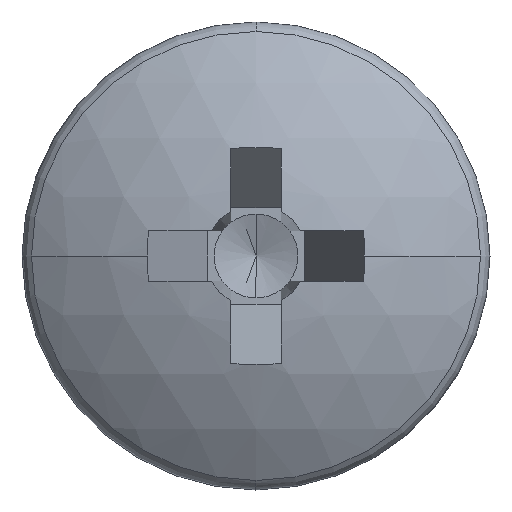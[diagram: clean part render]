
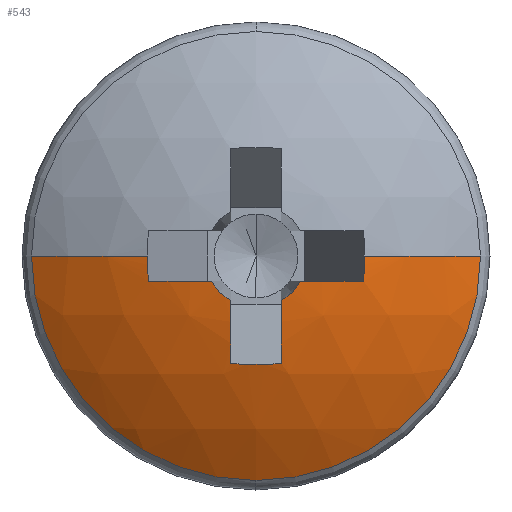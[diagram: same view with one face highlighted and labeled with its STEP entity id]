
A CAD part, left-side view. The second image highlights one B-rep face of the part: STEP entity #543.
In plain terms, the highlighted spherical face has radius 8 mm.
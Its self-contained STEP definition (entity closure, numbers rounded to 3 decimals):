
#83 = CARTESIAN_POINT ( 'NONE',  ( 0.068, 0.901, -0.515 ) ) ;
#107 = EDGE_CURVE ( 'NONE', #1283, #135, #2416, .T. ) ;
#135 = VERTEX_POINT ( 'NONE', #687 ) ;
#136 = CARTESIAN_POINT ( 'NONE',  ( 1.424, 0., 0. ) ) ;
#189 = DIRECTION ( 'NONE',  ( 0., 0., -1. ) ) ;
#203 = VERTEX_POINT ( 'NONE', #1130 ) ;
#218 = AXIS2_PLACEMENT_3D ( 'NONE', #2575, #1739, #2588 ) ;
#226 = AXIS2_PLACEMENT_3D ( 'NONE', #136, #1803, #2228 ) ;
#267 = CIRCLE ( 'NONE', #226, 4.556 ) ;
#299 = AXIS2_PLACEMENT_3D ( 'NONE', #1532, #1735, #2583 ) ;
#327 = CARTESIAN_POINT ( 'NONE',  ( 7.346, -1.312, 0. ) ) ;
#335 = AXIS2_PLACEMENT_3D ( 'NONE', #1891, #811, #1064 ) ;
#379 = CARTESIAN_POINT ( 'NONE',  ( 0.323, 0.515, -2.189 ) ) ;
#410 = VERTEX_POINT ( 'NONE', #1218 ) ;
#411 = DIRECTION ( 'NONE',  ( 0., 0., 1. ) ) ;
#412 = CIRCLE ( 'NONE', #2409, 7.864 ) ;
#495 = EDGE_CURVE ( 'NONE', #2641, #950, #2414, .T. ) ;
#504 = EDGE_CURVE ( 'NONE', #1820, #2087, #2329, .T. ) ;
#543 = ADVANCED_FACE ( 'NONE', ( #1318 ), #1216, .T. ) ;
#552 = ORIENTED_EDGE ( 'NONE', *, *, #504, .F. ) ;
#553 = CARTESIAN_POINT ( 'NONE',  ( 8., -0.515, 0. ) ) ;
#555 = AXIS2_PLACEMENT_3D ( 'NONE', #1838, #411, #2046 ) ;
#557 = CARTESIAN_POINT ( 'NONE',  ( 8., 0.515, 0. ) ) ;
#562 = EDGE_CURVE ( 'NONE', #135, #2309, #760, .T. ) ;
#656 = EDGE_CURVE ( 'NONE', #1199, #2267, #855, .T. ) ;
#677 = DIRECTION ( 'NONE',  ( 0., 0., -1. ) ) ;
#687 = CARTESIAN_POINT ( 'NONE',  ( 0.068, -0.901, -0.515 ) ) ;
#760 = CIRCLE ( 'NONE', #2018, 7.983 ) ;
#776 = DIRECTION ( 'NONE',  ( 0., 0., 1. ) ) ;
#785 = EDGE_CURVE ( 'NONE', #2267, #2309, #2070, .T. ) ;
#806 = AXIS2_PLACEMENT_3D ( 'NONE', #557, #999, #2440 ) ;
#811 = DIRECTION ( 'NONE',  ( 0.446, 0., -0.895 ) ) ;
#817 = EDGE_CURVE ( 'NONE', #1949, #1820, #2480, .T. ) ;
#828 = CARTESIAN_POINT ( 'NONE',  ( 0.323, -2.189, -0.515 ) ) ;
#851 = EDGE_CURVE ( 'NONE', #2641, #1283, #1017, .T. ) ;
#855 = CIRCLE ( 'NONE', #1987, 8. ) ;
#863 = DIRECTION ( 'NONE',  ( 0., 1., 0. ) ) ;
#912 = EDGE_CURVE ( 'NONE', #203, #2535, #267, .T. ) ;
#950 = VERTEX_POINT ( 'NONE', #379 ) ;
#954 = DIRECTION ( 'NONE',  ( 0., 0., 1. ) ) ;
#988 = ORIENTED_EDGE ( 'NONE', *, *, #495, .T. ) ;
#999 = DIRECTION ( 'NONE',  ( 0., -1., 0. ) ) ;
#1017 = CIRCLE ( 'NONE', #2597, 7.983 ) ;
#1033 = CARTESIAN_POINT ( 'NONE',  ( 8., 0., 0. ) ) ;
#1053 = CIRCLE ( 'NONE', #806, 7.983 ) ;
#1064 = DIRECTION ( 'NONE',  ( -0.895, 0., -0.446 ) ) ;
#1078 = ORIENTED_EDGE ( 'NONE', *, *, #107, .F. ) ;
#1093 = CARTESIAN_POINT ( 'NONE',  ( 1.424, -4.556, 0. ) ) ;
#1130 = CARTESIAN_POINT ( 'NONE',  ( 1.424, 4.556, 0. ) ) ;
#1199 = VERTEX_POINT ( 'NONE', #1093 ) ;
#1216 = SPHERICAL_SURFACE ( 'NONE', #1560, 8. ) ;
#1218 = CARTESIAN_POINT ( 'NONE',  ( 0.307, 2.197, 0. ) ) ;
#1234 = CARTESIAN_POINT ( 'NONE',  ( 8., 0., -0.515 ) ) ;
#1282 = CARTESIAN_POINT ( 'NONE',  ( 8., 0., 0. ) ) ;
#1283 = VERTEX_POINT ( 'NONE', #2579 ) ;
#1318 = FACE_OUTER_BOUND ( 'NONE', #2089, .T. ) ;
#1335 = CARTESIAN_POINT ( 'NONE',  ( 0.068, 0.515, -0.901 ) ) ;
#1363 = EDGE_CURVE ( 'NONE', #1949, #410, #412, .T. ) ;
#1446 = DIRECTION ( 'NONE',  ( 0., 0., 1. ) ) ;
#1458 = CARTESIAN_POINT ( 'NONE',  ( 0.323, -0.515, -2.189 ) ) ;
#1497 = ORIENTED_EDGE ( 'NONE', *, *, #785, .T. ) ;
#1532 = CARTESIAN_POINT ( 'NONE',  ( 7.346, 1.312, 0. ) ) ;
#1560 = AXIS2_PLACEMENT_3D ( 'NONE', #1033, #189, #2478 ) ;
#1620 = CARTESIAN_POINT ( 'NONE',  ( 0.307, -2.197, 0. ) ) ;
#1622 = ORIENTED_EDGE ( 'NONE', *, *, #2543, .F. ) ;
#1624 = CARTESIAN_POINT ( 'NONE',  ( 1.424, 0., -4.556 ) ) ;
#1671 = CARTESIAN_POINT ( 'NONE',  ( 0.068, 0., 0. ) ) ;
#1682 = CARTESIAN_POINT ( 'NONE',  ( 0.068, 0., 0. ) ) ;
#1714 = DIRECTION ( 'NONE',  ( -1., 0., 0. ) ) ;
#1735 = DIRECTION ( 'NONE',  ( 0.446, -0.895, 0. ) ) ;
#1739 = DIRECTION ( 'NONE',  ( -1., 0., 0. ) ) ;
#1749 = CIRCLE ( 'NONE', #218, 4.556 ) ;
#1751 = DIRECTION ( 'NONE',  ( 0.446, 0.895, 0. ) ) ;
#1803 = DIRECTION ( 'NONE',  ( -1., 0., 0. ) ) ;
#1806 = ORIENTED_EDGE ( 'NONE', *, *, #912, .T. ) ;
#1820 = VERTEX_POINT ( 'NONE', #83 ) ;
#1838 = CARTESIAN_POINT ( 'NONE',  ( 8., 0., 0. ) ) ;
#1850 = EDGE_CURVE ( 'NONE', #2087, #950, #1053, .T. ) ;
#1858 = DIRECTION ( 'NONE',  ( 1., 0., 0. ) ) ;
#1891 = CARTESIAN_POINT ( 'NONE',  ( 7.346, 0., 1.312 ) ) ;
#1898 = DIRECTION ( 'NONE',  ( -1., 0., 0. ) ) ;
#1902 = ORIENTED_EDGE ( 'NONE', *, *, #1850, .F. ) ;
#1949 = VERTEX_POINT ( 'NONE', #2648 ) ;
#1969 = DIRECTION ( 'NONE',  ( -0.895, 0.446, 0. ) ) ;
#1987 = AXIS2_PLACEMENT_3D ( 'NONE', #1282, #677, #863 ) ;
#2018 = AXIS2_PLACEMENT_3D ( 'NONE', #1234, #1446, #1858 ) ;
#2031 = DIRECTION ( 'NONE',  ( 0., 1., 0. ) ) ;
#2046 = DIRECTION ( 'NONE',  ( 1., 0., 0. ) ) ;
#2048 = CIRCLE ( 'NONE', #555, 8. ) ;
#2052 = AXIS2_PLACEMENT_3D ( 'NONE', #1671, #1714, #2340 ) ;
#2070 = CIRCLE ( 'NONE', #299, 7.864 ) ;
#2072 = ORIENTED_EDGE ( 'NONE', *, *, #851, .F. ) ;
#2087 = VERTEX_POINT ( 'NONE', #1335 ) ;
#2089 = EDGE_LOOP ( 'NONE', ( #1806, #2404, #2429, #1497, #2158, #1078, #2072, #988, #1902, #552, #2097, #2668, #1622 ) ) ;
#2097 = ORIENTED_EDGE ( 'NONE', *, *, #817, .F. ) ;
#2158 = ORIENTED_EDGE ( 'NONE', *, *, #562, .F. ) ;
#2210 = DIRECTION ( 'NONE',  ( 1., 0., 0. ) ) ;
#2228 = DIRECTION ( 'NONE',  ( 0., 0., 1. ) ) ;
#2267 = VERTEX_POINT ( 'NONE', #1620 ) ;
#2293 = AXIS2_PLACEMENT_3D ( 'NONE', #1682, #1898, #2296 ) ;
#2296 = DIRECTION ( 'NONE',  ( 0., 0., -1. ) ) ;
#2309 = VERTEX_POINT ( 'NONE', #828 ) ;
#2329 = CIRCLE ( 'NONE', #2293, 1.038 ) ;
#2340 = DIRECTION ( 'NONE',  ( 0., 0., -1. ) ) ;
#2345 = AXIS2_PLACEMENT_3D ( 'NONE', #2418, #954, #2210 ) ;
#2378 = EDGE_CURVE ( 'NONE', #2535, #1199, #1749, .T. ) ;
#2404 = ORIENTED_EDGE ( 'NONE', *, *, #2378, .T. ) ;
#2409 = AXIS2_PLACEMENT_3D ( 'NONE', #327, #1751, #1969 ) ;
#2414 = CIRCLE ( 'NONE', #335, 7.864 ) ;
#2416 = CIRCLE ( 'NONE', #2052, 1.038 ) ;
#2418 = CARTESIAN_POINT ( 'NONE',  ( 8., 0., -0.515 ) ) ;
#2429 = ORIENTED_EDGE ( 'NONE', *, *, #656, .T. ) ;
#2440 = DIRECTION ( 'NONE',  ( 0., 0., -1. ) ) ;
#2478 = DIRECTION ( 'NONE',  ( 0., 1., 0. ) ) ;
#2480 = CIRCLE ( 'NONE', #2345, 7.983 ) ;
#2535 = VERTEX_POINT ( 'NONE', #1624 ) ;
#2543 = EDGE_CURVE ( 'NONE', #203, #410, #2048, .T. ) ;
#2575 = CARTESIAN_POINT ( 'NONE',  ( 1.424, 0., 0. ) ) ;
#2579 = CARTESIAN_POINT ( 'NONE',  ( 0.068, -0.515, -0.901 ) ) ;
#2583 = DIRECTION ( 'NONE',  ( 0.895, 0.446, 0. ) ) ;
#2588 = DIRECTION ( 'NONE',  ( 0., 0., 1. ) ) ;
#2597 = AXIS2_PLACEMENT_3D ( 'NONE', #553, #2031, #776 ) ;
#2641 = VERTEX_POINT ( 'NONE', #1458 ) ;
#2648 = CARTESIAN_POINT ( 'NONE',  ( 0.323, 2.189, -0.515 ) ) ;
#2668 = ORIENTED_EDGE ( 'NONE', *, *, #1363, .T. ) ;
